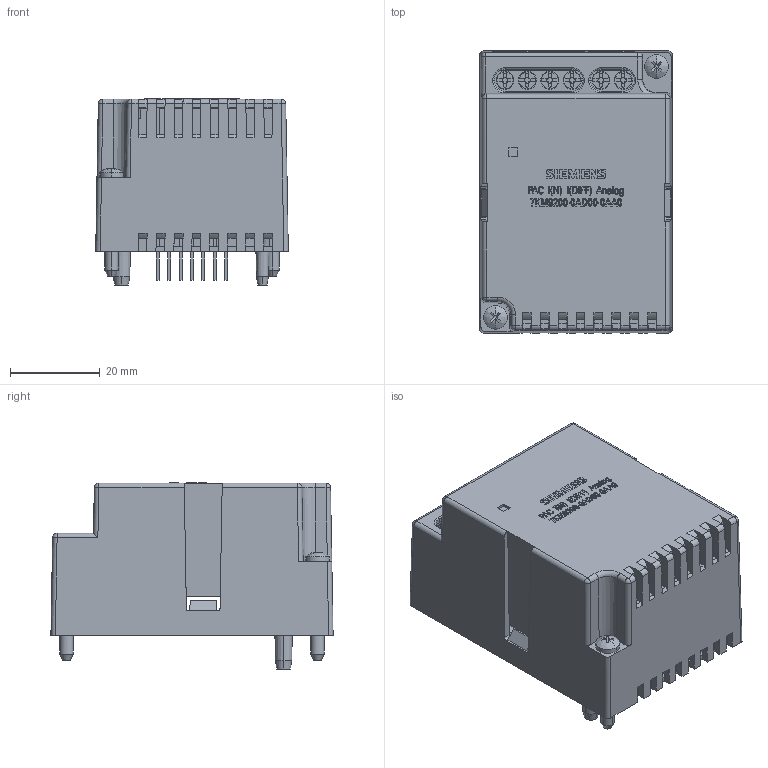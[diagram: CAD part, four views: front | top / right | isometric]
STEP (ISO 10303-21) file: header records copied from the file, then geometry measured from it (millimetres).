
FILE_DESCRIPTION(('STEP AP214'),'1');
FILE_NAME('cctmp_3CB96A2A-031B-4C21-8343-DD79AFA1F758_2023_07_22_12_16_29_0053..stp','2023-07-22T10:16:30',('SIEMENS A&D'),('CADClick - www.CADClick.com'),'Spatial InterOp 3D postprocessed',' ','unknown authorization');
FILE_SCHEMA(('AUTOMOTIVE_DESIGN'));
Length unit declared in the file: millimetre
Products named in the file (1): 2023_07_22_12_16_29_0008
Bounding box: 43 x 63 x 41.54 mm (x, y, z)
Volume: 20893.5 mm3; surface area: 28666.2 mm2
Topology: 1 solids, 4 shells, 1722 faces, 4518 edges, 2883 vertices
Faces by surface type: plane 1196, cylinder 282, extrusion 98, cone 59, bspline 36, torus 26, sphere 25
Entity records: 60480 total; most frequent: CARTESIAN_POINT 12813, ORIENTED_EDGE 8980, DIRECTION 8334, EDGE_CURVE 4490, VECTOR 3468, LINE 3370, VERTEX_POINT 2883, AXIS2_PLACEMENT_3D 2433
